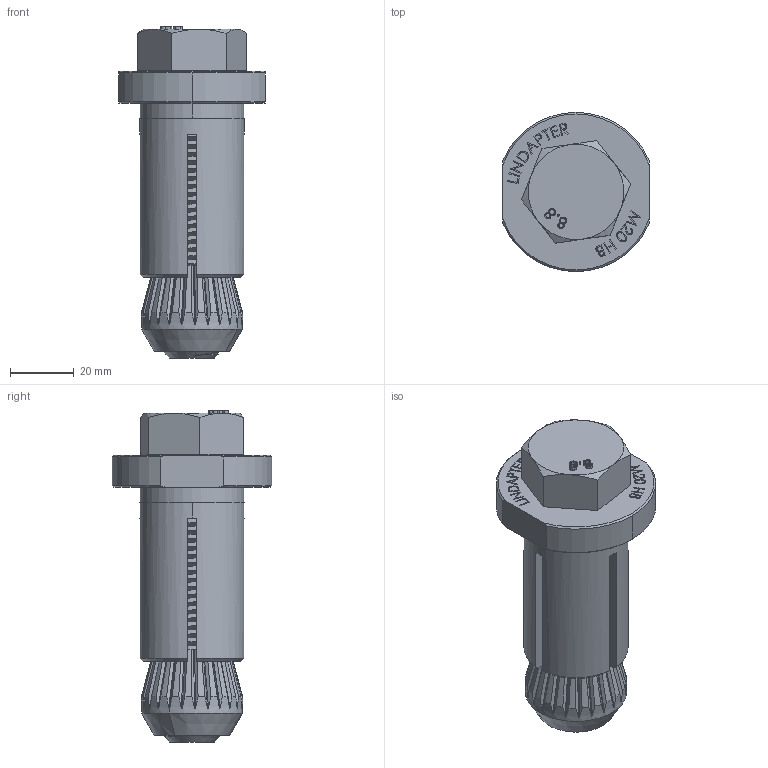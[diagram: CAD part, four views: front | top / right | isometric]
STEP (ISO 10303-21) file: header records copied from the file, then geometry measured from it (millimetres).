
FILE_DESCRIPTION (( 'STEP AP214' ), '1' );
FILE_NAME ('HB20-1.STEP', '2008-02-15T14:43:00', ( 'Schütte' ), ( ' ' ), 'SwSTEP 2.0', 'SolidWorks 2008', '' );
FILE_SCHEMA (( 'AUTOMOTIVE_DESIGN' ));
Length unit declared in the file: millimetre
Products named in the file (6): HB20-1; M20x90 Setscrew; HBC20; HBB20-1; M20 HB-Collar; M20 Nitrile washer
Assembly tree (5 placements, depth 2):
  HB20-1
    HBC20
    M20 Nitrile washer
    M20x90 Setscrew
    HBB20-1
    M20 HB-Collar
Bounding box: 46 x 50 x 104.25 mm (x, y, z)
Volume: 81656.5 mm3; surface area: 35896.6 mm2
Topology: 5 solids, 5 shells, 442 faces, 1194 edges, 791 vertices
Faces by surface type: plane 228, bspline 84, cylinder 77, cone 53
Entity records: 22601 total; most frequent: CARTESIAN_POINT 12383, ORIENTED_EDGE 2388, DIRECTION 1631, EDGE_CURVE 1194, VERTEX_POINT 791, VECTOR 639, LINE 639, AXIS2_PLACEMENT_3D 496
